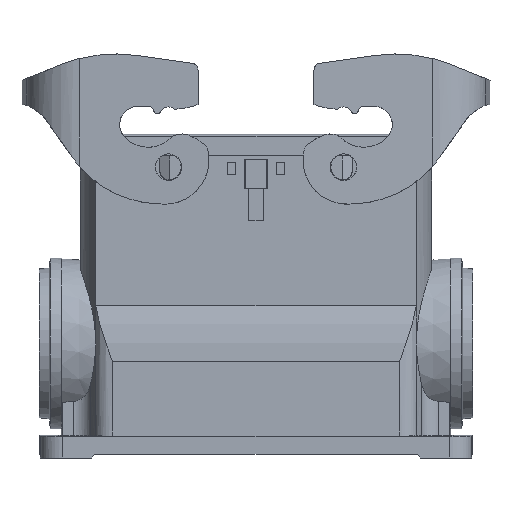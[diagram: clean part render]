
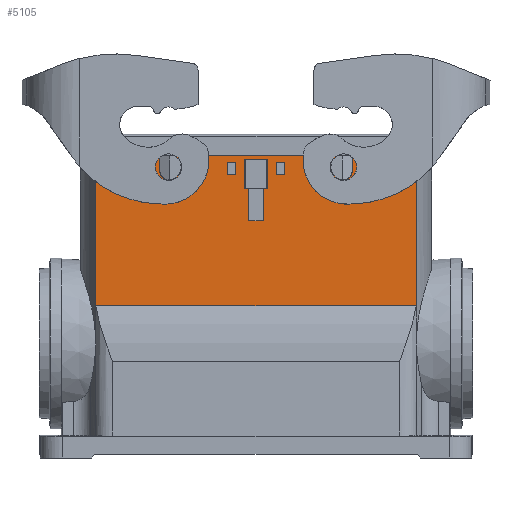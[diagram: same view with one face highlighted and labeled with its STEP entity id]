
A CAD part, front view. The second image highlights one B-rep face of the part: STEP entity #5105.
In plain terms, the highlighted planar face has unit normal (0, -1, 0).
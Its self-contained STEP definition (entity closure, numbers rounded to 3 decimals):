
#4359=FACE_BOUND('',#6653,.T.);
#4360=FACE_BOUND('',#6654,.T.);
#4361=FACE_BOUND('',#6655,.T.);
#4362=FACE_BOUND('',#6656,.T.);
#4601=PLANE('',#19764);
#5105=ADVANCED_FACE('',(#4359,#4360,#4361,#4362),#4601,.T.);
#6653=EDGE_LOOP('',(#8564,#8565,#8566,#8567,#8568,#8569,#8570,#8571,#8572,
#8573,#8574,#8575,#8576,#8577));
#6654=EDGE_LOOP('',(#8578,#8579,#8580,#8581));
#6655=EDGE_LOOP('',(#8582,#8583,#8584,#8585,#8586,#8587,#8588,#8589));
#6656=EDGE_LOOP('',(#8590,#8591,#8592,#8593));
#8564=ORIENTED_EDGE('',*,*,#13312,.F.);
#8565=ORIENTED_EDGE('',*,*,#13287,.F.);
#8566=ORIENTED_EDGE('',*,*,#13258,.T.);
#8567=ORIENTED_EDGE('',*,*,#13313,.T.);
#8568=ORIENTED_EDGE('',*,*,#13314,.F.);
#8569=ORIENTED_EDGE('',*,*,#13315,.T.);
#8570=ORIENTED_EDGE('',*,*,#13241,.T.);
#8571=ORIENTED_EDGE('',*,*,#13281,.F.);
#8572=ORIENTED_EDGE('',*,*,#13316,.F.);
#8573=ORIENTED_EDGE('',*,*,#13317,.F.);
#8574=ORIENTED_EDGE('',*,*,#13276,.F.);
#8575=ORIENTED_EDGE('',*,*,#13263,.T.);
#8576=ORIENTED_EDGE('',*,*,#13290,.F.);
#8577=ORIENTED_EDGE('',*,*,#13318,.F.);
#8578=ORIENTED_EDGE('',*,*,#13319,.F.);
#8579=ORIENTED_EDGE('',*,*,#13320,.F.);
#8580=ORIENTED_EDGE('',*,*,#13321,.F.);
#8581=ORIENTED_EDGE('',*,*,#13322,.F.);
#8582=ORIENTED_EDGE('',*,*,#13323,.T.);
#8583=ORIENTED_EDGE('',*,*,#13324,.T.);
#8584=ORIENTED_EDGE('',*,*,#13325,.T.);
#8585=ORIENTED_EDGE('',*,*,#13326,.T.);
#8586=ORIENTED_EDGE('',*,*,#13327,.T.);
#8587=ORIENTED_EDGE('',*,*,#13328,.T.);
#8588=ORIENTED_EDGE('',*,*,#13329,.T.);
#8589=ORIENTED_EDGE('',*,*,#13330,.T.);
#8590=ORIENTED_EDGE('',*,*,#13331,.F.);
#8591=ORIENTED_EDGE('',*,*,#13332,.F.);
#8592=ORIENTED_EDGE('',*,*,#13333,.F.);
#8593=ORIENTED_EDGE('',*,*,#13334,.F.);
#11810=VERTEX_POINT('',#26260);
#11811=VERTEX_POINT('',#26261);
#11824=VERTEX_POINT('',#26314);
#11825=VERTEX_POINT('',#26316);
#11829=VERTEX_POINT('',#26336);
#11830=VERTEX_POINT('',#26338);
#11842=VERTEX_POINT('',#26376);
#11846=VERTEX_POINT('',#26388);
#11849=VERTEX_POINT('',#26400);
#11850=VERTEX_POINT('',#26407);
#11862=VERTEX_POINT('',#26456);
#11863=VERTEX_POINT('',#26458);
#11864=VERTEX_POINT('',#26460);
#11865=VERTEX_POINT('',#26463);
#11866=VERTEX_POINT('',#26467);
#11867=VERTEX_POINT('',#26468);
#11868=VERTEX_POINT('',#26470);
#11869=VERTEX_POINT('',#26472);
#11870=VERTEX_POINT('',#26475);
#11871=VERTEX_POINT('',#26476);
#11872=VERTEX_POINT('',#26478);
#11873=VERTEX_POINT('',#26480);
#11874=VERTEX_POINT('',#26482);
#11875=VERTEX_POINT('',#26484);
#11876=VERTEX_POINT('',#26486);
#11877=VERTEX_POINT('',#26488);
#11878=VERTEX_POINT('',#26491);
#11879=VERTEX_POINT('',#26492);
#11880=VERTEX_POINT('',#26494);
#11881=VERTEX_POINT('',#26496);
#13241=EDGE_CURVE('',#11810,#11811,#16010,.T.);
#13258=EDGE_CURVE('',#11825,#11824,#16019,.T.);
#13263=EDGE_CURVE('',#11830,#11829,#16022,.T.);
#13276=EDGE_CURVE('',#11830,#11842,#14831,.T.);
#13281=EDGE_CURVE('',#11846,#11811,#14833,.T.);
#13287=EDGE_CURVE('',#11825,#11849,#14834,.T.);
#13290=EDGE_CURVE('',#11850,#11829,#14835,.T.);
#13312=EDGE_CURVE('',#11849,#11862,#16041,.T.);
#13313=EDGE_CURVE('',#11824,#11863,#16042,.T.);
#13314=EDGE_CURVE('',#11864,#11863,#16043,.T.);
#13315=EDGE_CURVE('',#11864,#11810,#16044,.T.);
#13316=EDGE_CURVE('',#11865,#11846,#16045,.T.);
#13317=EDGE_CURVE('',#11842,#11865,#14839,.T.);
#13318=EDGE_CURVE('',#11862,#11850,#14840,.T.);
#13319=EDGE_CURVE('',#11866,#11867,#16046,.T.);
#13320=EDGE_CURVE('',#11868,#11866,#16047,.T.);
#13321=EDGE_CURVE('',#11869,#11868,#16048,.T.);
#13322=EDGE_CURVE('',#11867,#11869,#16049,.T.);
#13323=EDGE_CURVE('',#11870,#11871,#16050,.T.);
#13324=EDGE_CURVE('',#11871,#11872,#16051,.T.);
#13325=EDGE_CURVE('',#11872,#11873,#16052,.T.);
#13326=EDGE_CURVE('',#11873,#11874,#16053,.T.);
#13327=EDGE_CURVE('',#11874,#11875,#16054,.T.);
#13328=EDGE_CURVE('',#11875,#11876,#16055,.T.);
#13329=EDGE_CURVE('',#11876,#11877,#16056,.T.);
#13330=EDGE_CURVE('',#11877,#11870,#16057,.T.);
#13331=EDGE_CURVE('',#11878,#11879,#16058,.T.);
#13332=EDGE_CURVE('',#11880,#11878,#16059,.T.);
#13333=EDGE_CURVE('',#11881,#11880,#16060,.T.);
#13334=EDGE_CURVE('',#11879,#11881,#16061,.T.);
#14831=CIRCLE('',#19730,3.5);
#14833=CIRCLE('',#19734,3.5);
#14834=CIRCLE('',#19740,3.5);
#14835=CIRCLE('',#19742,3.5);
#14839=CIRCLE('',#19762,2.4);
#14840=CIRCLE('',#19763,2.4);
#16010=LINE('',#26259,#17412);
#16019=LINE('',#26315,#17421);
#16022=LINE('',#26337,#17424);
#16041=LINE('',#26455,#17443);
#16042=LINE('',#26457,#17444);
#16043=LINE('',#26459,#17445);
#16044=LINE('',#26461,#17446);
#16045=LINE('',#26462,#17447);
#16046=LINE('',#26466,#17448);
#16047=LINE('',#26469,#17449);
#16048=LINE('',#26471,#17450);
#16049=LINE('',#26473,#17451);
#16050=LINE('',#26474,#17452);
#16051=LINE('',#26477,#17453);
#16052=LINE('',#26479,#17454);
#16053=LINE('',#26481,#17455);
#16054=LINE('',#26483,#17456);
#16055=LINE('',#26485,#17457);
#16056=LINE('',#26487,#17458);
#16057=LINE('',#26489,#17459);
#16058=LINE('',#26490,#17460);
#16059=LINE('',#26493,#17461);
#16060=LINE('',#26495,#17462);
#16061=LINE('',#26497,#17463);
#17412=VECTOR('',#21772,1.);
#17421=VECTOR('',#21789,1.);
#17424=VECTOR('',#21792,1.);
#17443=VECTOR('',#21885,1.);
#17444=VECTOR('',#21886,1.);
#17445=VECTOR('',#21887,1.);
#17446=VECTOR('',#21888,1.);
#17447=VECTOR('',#21889,1.);
#17448=VECTOR('',#21894,1.);
#17449=VECTOR('',#21895,1.);
#17450=VECTOR('',#21896,1.);
#17451=VECTOR('',#21897,1.);
#17452=VECTOR('',#21898,1.);
#17453=VECTOR('',#21899,1.);
#17454=VECTOR('',#21900,1.);
#17455=VECTOR('',#21901,1.);
#17456=VECTOR('',#21902,1.);
#17457=VECTOR('',#21903,1.);
#17458=VECTOR('',#21904,1.);
#17459=VECTOR('',#21905,1.);
#17460=VECTOR('',#21906,1.);
#17461=VECTOR('',#21907,1.);
#17462=VECTOR('',#21908,1.);
#17463=VECTOR('',#21909,1.);
#19730=AXIS2_PLACEMENT_3D('',#26375,#21809,#21810);
#19734=AXIS2_PLACEMENT_3D('',#26389,#21818,#21819);
#19740=AXIS2_PLACEMENT_3D('',#26399,#21832,#21833);
#19742=AXIS2_PLACEMENT_3D('',#26409,#21837,#21838);
#19762=AXIS2_PLACEMENT_3D('',#26464,#21890,#21891);
#19763=AXIS2_PLACEMENT_3D('',#26465,#21892,#21893);
#19764=AXIS2_PLACEMENT_3D('',#26498,#21910,#21911);
#21772=DIRECTION('',(-1.,0.,0.));
#21789=DIRECTION('',(-1.,0.,0.));
#21792=DIRECTION('',(-1.,0.,0.));
#21809=DIRECTION('',(0.,-1.,0.));
#21810=DIRECTION('',(1.,0.,0.));
#21818=DIRECTION('',(0.,-1.,0.));
#21819=DIRECTION('',(1.,0.,0.));
#21832=DIRECTION('',(0.,-1.,0.));
#21833=DIRECTION('',(-1.,0.,0.));
#21837=DIRECTION('',(0.,-1.,0.));
#21838=DIRECTION('',(1.,0.,0.));
#21885=DIRECTION('',(0.,0.,-1.));
#21886=DIRECTION('',(0.,0.,-1.));
#21887=DIRECTION('',(-1.,0.,0.));
#21888=DIRECTION('',(0.,0.,1.));
#21889=DIRECTION('',(0.,0.,1.));
#21890=DIRECTION('',(0.,-1.,0.));
#21891=DIRECTION('',(1.,0.,0.));
#21892=DIRECTION('',(0.,-1.,0.));
#21893=DIRECTION('',(1.,0.,0.));
#21894=DIRECTION('',(0.,0.,1.));
#21895=DIRECTION('',(1.,0.,0.));
#21896=DIRECTION('',(0.,0.,-1.));
#21897=DIRECTION('',(-1.,0.,0.));
#21898=DIRECTION('',(0.017,0.,-1.));
#21899=DIRECTION('',(-1.,0.,0.));
#21900=DIRECTION('',(0.,0.,-1.));
#21901=DIRECTION('',(-1.,0.,0.));
#21902=DIRECTION('',(0.,0.,1.));
#21903=DIRECTION('',(-1.,0.,0.));
#21904=DIRECTION('',(0.017,0.,1.));
#21905=DIRECTION('',(1.,0.,0.));
#21906=DIRECTION('',(1.,0.,0.));
#21907=DIRECTION('',(0.,0.,-1.));
#21908=DIRECTION('',(-1.,0.,0.));
#21909=DIRECTION('',(0.,0.,1.));
#21910=DIRECTION('',(0.,-1.,0.));
#21911=DIRECTION('',(-1.,0.,0.));
#26259=CARTESIAN_POINT('',(0.,-22.5,5.7));
#26260=CARTESIAN_POINT('',(43.6,-22.5,5.7));
#26261=CARTESIAN_POINT('',(25.467,-22.5,5.7));
#26314=CARTESIAN_POINT('',(-43.6,-22.5,5.7));
#26315=CARTESIAN_POINT('',(0.,-22.5,5.7));
#26316=CARTESIAN_POINT('',(-25.467,-22.5,5.7));
#26336=CARTESIAN_POINT('',(-22.033,-22.5,5.7));
#26337=CARTESIAN_POINT('',(0.,-22.5,5.7));
#26338=CARTESIAN_POINT('',(22.033,-22.5,5.7));
#26375=CARTESIAN_POINT('',(23.75,-22.5,2.65));
#26376=CARTESIAN_POINT('',(23.75,-22.5,-0.85));
#26388=CARTESIAN_POINT('',(26.15,-22.5,5.198));
#26389=CARTESIAN_POINT('',(23.75,-22.5,2.65));
#26399=CARTESIAN_POINT('',(-23.75,-22.5,2.65));
#26400=CARTESIAN_POINT('',(-26.15,-22.5,5.198));
#26407=CARTESIAN_POINT('',(-23.75,-22.5,-0.85));
#26409=CARTESIAN_POINT('',(-23.75,-22.5,2.65));
#26455=CARTESIAN_POINT('',(-26.15,-22.5,5.7));
#26456=CARTESIAN_POINT('',(-26.15,-22.5,1.55));
#26457=CARTESIAN_POINT('',(-43.6,-22.5,5.7));
#26458=CARTESIAN_POINT('',(-43.6,-22.5,-35.001));
#26459=CARTESIAN_POINT('',(43.6,-22.5,-35.001));
#26460=CARTESIAN_POINT('',(43.6,-22.5,-35.001));
#26461=CARTESIAN_POINT('',(43.6,-22.5,5.7));
#26462=CARTESIAN_POINT('',(26.15,-22.5,5.7));
#26463=CARTESIAN_POINT('',(26.15,-22.5,1.55));
#26464=CARTESIAN_POINT('',(23.75,-22.5,1.55));
#26465=CARTESIAN_POINT('',(-23.75,-22.5,1.55));
#26466=CARTESIAN_POINT('',(-5.5,-22.5,5.7));
#26467=CARTESIAN_POINT('',(-5.5,-22.5,0.6));
#26468=CARTESIAN_POINT('',(-5.5,-22.5,4.));
#26469=CARTESIAN_POINT('',(-7.7,-22.5,0.6));
#26470=CARTESIAN_POINT('',(-7.7,-22.5,0.6));
#26471=CARTESIAN_POINT('',(-7.7,-22.5,4.));
#26472=CARTESIAN_POINT('',(-7.7,-22.5,4.));
#26473=CARTESIAN_POINT('',(-5.5,-22.5,4.));
#26474=CARTESIAN_POINT('',(2.047,-22.5,-5.964));
#26475=CARTESIAN_POINT('',(1.86,-22.5,4.75));
#26476=CARTESIAN_POINT('',(2.001,-22.5,-3.285));
#26477=CARTESIAN_POINT('',(0.,-22.5,-3.285));
#26478=CARTESIAN_POINT('',(2.,-22.5,-3.285));
#26479=CARTESIAN_POINT('',(2.,-22.5,-6.));
#26480=CARTESIAN_POINT('',(2.,-22.5,-11.95));
#26481=CARTESIAN_POINT('',(0.,-22.5,-11.95));
#26482=CARTESIAN_POINT('',(-2.,-22.5,-11.95));
#26483=CARTESIAN_POINT('',(-2.,-22.5,-6.));
#26484=CARTESIAN_POINT('',(-2.,-22.5,-3.285));
#26485=CARTESIAN_POINT('',(0.,-22.5,-3.285));
#26486=CARTESIAN_POINT('',(-2.001,-22.5,-3.285));
#26487=CARTESIAN_POINT('',(-2.047,-22.5,-5.964));
#26488=CARTESIAN_POINT('',(-1.86,-22.5,4.75));
#26489=CARTESIAN_POINT('',(-2.,-22.5,4.75));
#26490=CARTESIAN_POINT('',(5.5,-22.5,0.6));
#26491=CARTESIAN_POINT('',(5.5,-22.5,0.6));
#26492=CARTESIAN_POINT('',(7.7,-22.5,0.6));
#26493=CARTESIAN_POINT('',(5.5,-22.5,4.));
#26494=CARTESIAN_POINT('',(5.5,-22.5,4.));
#26495=CARTESIAN_POINT('',(7.7,-22.5,4.));
#26496=CARTESIAN_POINT('',(7.7,-22.5,4.));
#26497=CARTESIAN_POINT('',(7.7,-22.5,0.6));
#26498=CARTESIAN_POINT('',(0.,-22.5,5.7));
